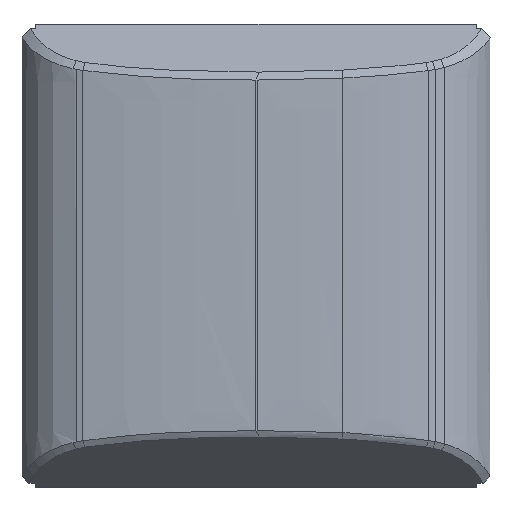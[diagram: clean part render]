
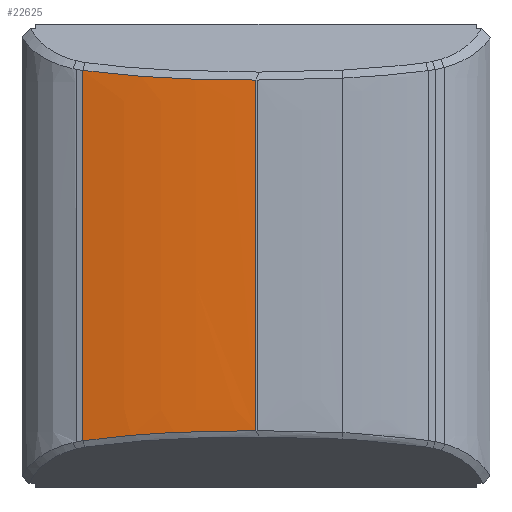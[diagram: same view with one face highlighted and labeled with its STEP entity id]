
A CAD part, top view. The second image highlights one B-rep face of the part: STEP entity #22625.
In plain terms, the highlighted face is a extrusion surface.
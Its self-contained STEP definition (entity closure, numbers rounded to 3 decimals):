
#1507=CARTESIAN_POINT('',(0.004,2.115,6.053));
#1514=DIRECTION('',(0.,1.,0.));
#1515=VECTOR('',#1514,17.841);
#1516=CARTESIAN_POINT('',(0.004,2.115,6.053));
#1517=LINE('',#1516,#1515);
#1518=CARTESIAN_POINT('',(0.004,2.115,6.053));
#1519=CARTESIAN_POINT('',(-0.449,2.115,
6.053));
#1520=CARTESIAN_POINT('',(-1.32,2.11,6.045));
#1521=CARTESIAN_POINT('',(-2.529,2.088,6.013));
#1522=CARTESIAN_POINT('',(-3.605,2.052,5.964));
#1523=CARTESIAN_POINT('',(-4.573,2.006,5.902));
#1524=CARTESIAN_POINT('',(-5.53,1.945,5.822));
#1525=CARTESIAN_POINT('',(-6.569,1.861,5.711));
#1526=CARTESIAN_POINT('',(-7.66,1.752,5.56));
#1527=CARTESIAN_POINT('',(-8.411,1.658,5.427));
#1528=CARTESIAN_POINT('',(-8.792,1.602,5.35));
#1530=DIRECTION('',(0.,1.,0.));
#1531=VECTOR('',#1530,18.845);
#1532=CARTESIAN_POINT('',(-8.792,1.602,5.35));
#1533=LINE('',#1532,#1531);
#1534=CARTESIAN_POINT('',(-8.792,20.447,5.35));
#1535=CARTESIAN_POINT('',(-8.44,20.397,5.422));
#1536=CARTESIAN_POINT('',(-7.749,20.314,5.545));
#1537=CARTESIAN_POINT('',(-6.754,20.216,5.687));
#1538=CARTESIAN_POINT('',(-5.803,20.138,5.795));
#1539=CARTESIAN_POINT('',(-4.895,20.078,5.877));
#1540=CARTESIAN_POINT('',(-4.03,20.034,5.939));
#1541=CARTESIAN_POINT('',(-3.126,19.999,5.988));
#1542=CARTESIAN_POINT('',(-2.137,19.974,6.025));
#1543=CARTESIAN_POINT('',(-1.088,19.958,6.048));
#1544=CARTESIAN_POINT('',(-0.365,19.956,
6.052));
#1545=CARTESIAN_POINT('',(0.004,19.956,6.053));
#16206=VERTEX_POINT('',#1507);
#16208=CARTESIAN_POINT('',(0.004,19.956,
6.053));
#16209=VERTEX_POINT('',#16208);
#16211=VERTEX_POINT('',#1528);
#16212=CARTESIAN_POINT('',(-8.792,20.447,
5.35));
#16213=VERTEX_POINT('',#16212);
#22597=CARTESIAN_POINT('',(-8.878,-0.351,
5.333));
#22598=CARTESIAN_POINT('',(-8.849,-0.351,
5.339));
#22599=CARTESIAN_POINT('',(-8.805,-0.351,
5.348));
#22600=CARTESIAN_POINT('',(-8.408,-0.351,
5.428));
#22601=CARTESIAN_POINT('',(-7.708,-0.351,
5.552));
#22602=CARTESIAN_POINT('',(-6.703,-0.351,
5.693));
#22603=CARTESIAN_POINT('',(-5.748,-0.351,
5.801));
#22604=CARTESIAN_POINT('',(-4.826,-0.351,
5.883));
#22605=CARTESIAN_POINT('',(-3.919,-0.351,
5.946));
#22606=CARTESIAN_POINT('',(-2.998,-0.351,
5.993));
#22607=CARTESIAN_POINT('',(-2.043,-0.351,
6.027));
#22608=CARTESIAN_POINT('',(-1.036,-0.351,
6.048));
#22609=CARTESIAN_POINT('',(-0.32,-0.351,
6.053));
#22610=CARTESIAN_POINT('',(0.063,-0.351,
6.053));
#22611=CARTESIAN_POINT('',(0.092,-0.351,
6.052));
#22613=DIRECTION('',(0.,1.,0.));
#22614=VECTOR('',#22613,1.);
#22615=SURFACE_OF_LINEAR_EXTRUSION('',#22612,#22614);
#22617=ORIENTED_EDGE('',*,*,#22616,.T.);
#22619=ORIENTED_EDGE('',*,*,#22618,.T.);
#22621=ORIENTED_EDGE('',*,*,#22620,.T.);
#22622=ORIENTED_EDGE('',*,*,#22588,.F.);
#22623=EDGE_LOOP('',(#22617,#22619,#22621,#22622));
#22624=FACE_OUTER_BOUND('',#22623,.F.);
#22625=ADVANCED_FACE('',(#22624),#22615,.T.);
#1529=B_SPLINE_CURVE_WITH_KNOTS('',3,(#1518,#1519,#1520,#1521,#1522,#1523,#1524,
#1525,#1526,#1527,#1528),.UNSPECIFIED.,.F.,.F.,(4,1,1,1,1,1,1,1,4),(0.,
0.125,0.25,0.375,0.5,0.625,0.75,0.875,1.),.UNSPECIFIED.);
#1546=B_SPLINE_CURVE_WITH_KNOTS('',3,(#1534,#1535,#1536,#1537,#1538,#1539,#1540,
#1541,#1542,#1543,#1544,#1545),.UNSPECIFIED.,.F.,.F.,(4,1,1,1,1,1,1,1,1,4),
(0.,0.111,0.222,0.333,0.444,
0.556,0.667,0.778,0.889,1.),
.UNSPECIFIED.);
#22588=EDGE_CURVE('',#16206,#16209,#1517,.T.);
#22612=B_SPLINE_CURVE_WITH_KNOTS('',3,(#22597,#22598,#22599,#22600,#22601,
#22602,#22603,#22604,#22605,#22606,#22607,#22608,#22609,#22610,#22611),
.UNSPECIFIED.,.F.,.F.,(4,1,1,1,1,1,1,1,1,1,1,1,4),(0.,0.01,
0.015,0.135,0.247,0.352,
0.455,0.555,0.655,0.762,
0.872,0.99,1.),.UNSPECIFIED.);
#22616=EDGE_CURVE('',#16206,#16211,#1529,.T.);
#22618=EDGE_CURVE('',#16211,#16213,#1533,.T.);
#22620=EDGE_CURVE('',#16213,#16209,#1546,.T.);
